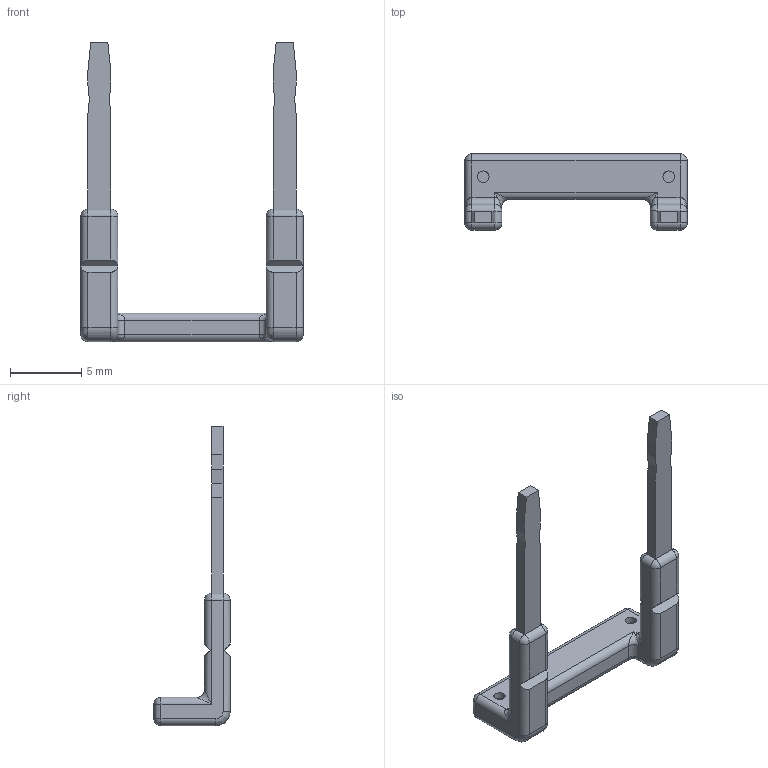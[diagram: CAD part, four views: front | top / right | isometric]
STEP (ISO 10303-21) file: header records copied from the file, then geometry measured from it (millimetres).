
FILE_DESCRIPTION((''),'2;1');
FILE_NAME('C-1860211-1','2015-02-19T',('workeradm'),('Tyco Electronics Ltd.'),'PRO/ENGINEER BY PARAMETRIC TECHNOLOGY CORPORATION, 2014090','PRO/ENGINEER BY PARAMETRIC TECHNOLOGY CORPORATION, 2014090','');
FILE_SCHEMA(('AUTOMOTIVE_DESIGN { 1 0 10303 214 1 1 1 1 }'));
Length unit declared in the file: millimetre
Products named in the file (1): C-1860211-1
Bounding box: 15.6 x 5.35 x 21 mm (x, y, z)
Volume: 207.5 mm3; surface area: 422.1 mm2
Topology: 1 solids, 1 shells, 130 faces, 300 edges, 168 vertices
Faces by surface type: plane 60, cylinder 46, sphere 12, bspline 10, torus 2
Entity records: 4762 total; most frequent: CARTESIAN_POINT 1777, ORIENTED_EDGE 584, DIRECTION 568, EDGE_CURVE 292, AXIS2_PLACEMENT_3D 195, VECTOR 178, LINE 178, VERTEX_POINT 168
